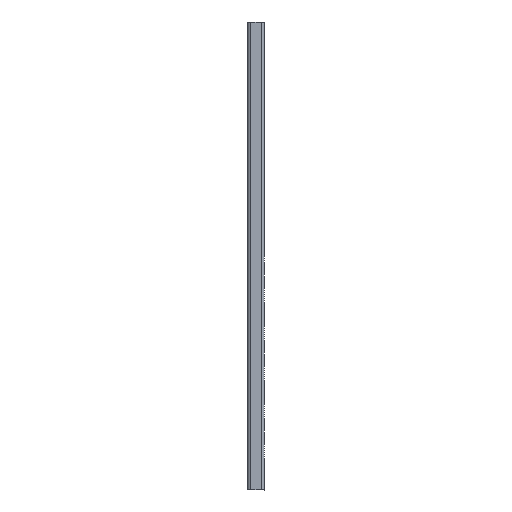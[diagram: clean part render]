
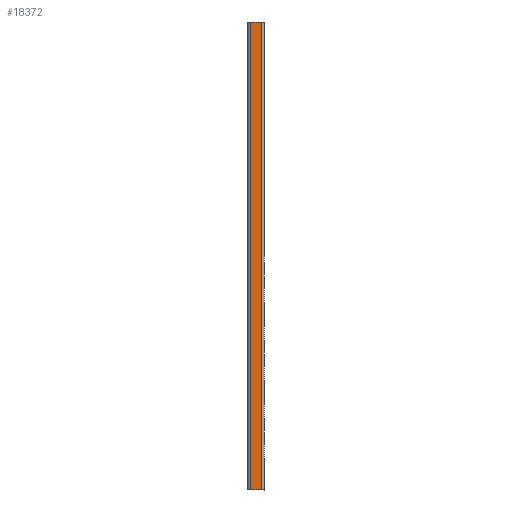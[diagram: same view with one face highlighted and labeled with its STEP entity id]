
A CAD part, left-side view. The second image highlights one B-rep face of the part: STEP entity #18372.
In plain terms, the highlighted planar face has unit normal (-1, 0, 0).
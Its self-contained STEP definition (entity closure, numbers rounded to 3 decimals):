
#1095 = AXIS2_PLACEMENT_3D ( 'NONE', #18162, #31559, #4918 ) ;
#1345 = VERTEX_POINT ( 'NONE', #25247 ) ;
#1651 = ORIENTED_EDGE ( 'NONE', *, *, #16024, .T. ) ;
#1818 = LINE ( 'NONE', #30171, #28957 ) ;
#1900 = VERTEX_POINT ( 'NONE', #22024 ) ;
#1916 = DIRECTION ( 'NONE',  ( 0., 0., 1. ) ) ;
#2471 = CARTESIAN_POINT ( 'NONE',  ( -20.5, 0., 0. ) ) ;
#2787 = EDGE_CURVE ( 'NONE', #27321, #1345, #7893, .T. ) ;
#3859 = VECTOR ( 'NONE', #1916, 1000. ) ;
#4918 = DIRECTION ( 'NONE',  ( 0., 0., -1. ) ) ;
#6834 = ORIENTED_EDGE ( 'NONE', *, *, #11389, .F. ) ;
#7450 = CARTESIAN_POINT ( 'NONE',  ( -20.5, 3.75, -600. ) ) ;
#7893 = LINE ( 'NONE', #2471, #29260 ) ;
#7969 = CARTESIAN_POINT ( 'NONE',  ( -20.5, 17.25, -300. ) ) ;
#9021 = FACE_OUTER_BOUND ( 'NONE', #29913, .T. ) ;
#10185 = ORIENTED_EDGE ( 'NONE', *, *, #2787, .T. ) ;
#10361 = DIRECTION ( 'NONE',  ( 0., 0., 1. ) ) ;
#11389 = EDGE_CURVE ( 'NONE', #20059, #1900, #1818, .T. ) ;
#14985 = CARTESIAN_POINT ( 'NONE',  ( -20.5, 3.75, -300. ) ) ;
#16024 = EDGE_CURVE ( 'NONE', #20059, #27321, #21534, .T. ) ;
#16601 = ORIENTED_EDGE ( 'NONE', *, *, #27517, .F. ) ;
#17647 = CARTESIAN_POINT ( 'NONE',  ( -20.5, 3.75, 0. ) ) ;
#18162 = CARTESIAN_POINT ( 'NONE',  ( -20.5, 0., -300. ) ) ;
#18372 = ADVANCED_FACE ( 'NONE', ( #9021 ), #20675, .F. ) ;
#18561 = VECTOR ( 'NONE', #10361, 1000. ) ;
#18956 = LINE ( 'NONE', #7969, #18561 ) ;
#20059 = VERTEX_POINT ( 'NONE', #7450 ) ;
#20675 = PLANE ( 'NONE',  #1095 ) ;
#20855 = DIRECTION ( 'NONE',  ( 0., 1., 0. ) ) ;
#21534 = LINE ( 'NONE', #14985, #3859 ) ;
#22024 = CARTESIAN_POINT ( 'NONE',  ( -20.5, 17.25, -600. ) ) ;
#25247 = CARTESIAN_POINT ( 'NONE',  ( -20.5, 17.25, 0. ) ) ;
#27321 = VERTEX_POINT ( 'NONE', #17647 ) ;
#27517 = EDGE_CURVE ( 'NONE', #1900, #1345, #18956, .T. ) ;
#27759 = DIRECTION ( 'NONE',  ( 0., 1., 0. ) ) ;
#28957 = VECTOR ( 'NONE', #27759, 1000. ) ;
#29260 = VECTOR ( 'NONE', #20855, 1000. ) ;
#29913 = EDGE_LOOP ( 'NONE', ( #10185, #16601, #6834, #1651 ) ) ;
#30171 = CARTESIAN_POINT ( 'NONE',  ( -20.5, 0., -600. ) ) ;
#31559 = DIRECTION ( 'NONE',  ( 1., 0., 0. ) ) ;
